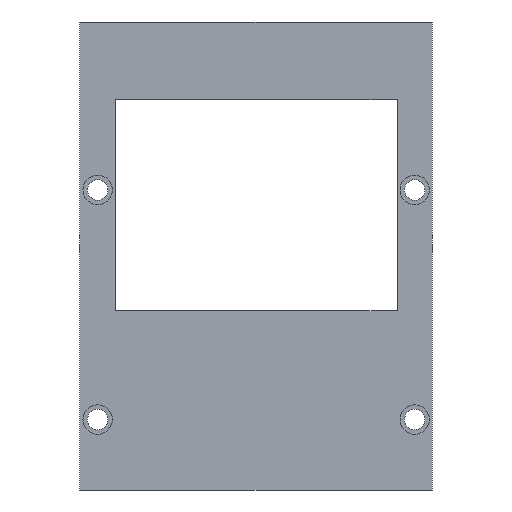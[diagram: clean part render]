
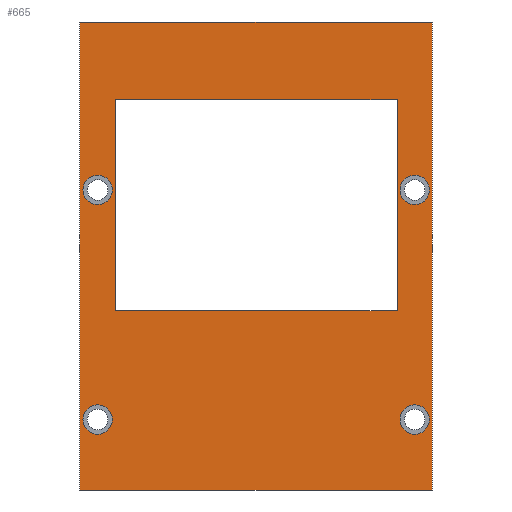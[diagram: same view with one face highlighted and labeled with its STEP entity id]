
A CAD part, front view. The second image highlights one B-rep face of the part: STEP entity #665.
In plain terms, the highlighted planar face has unit normal (0, -1, 0).
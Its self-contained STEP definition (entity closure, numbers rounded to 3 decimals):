
#19=FACE_BOUND('',#146,.T.);
#20=FACE_BOUND('',#147,.T.);
#21=FACE_BOUND('',#148,.T.);
#22=FACE_BOUND('',#149,.T.);
#23=FACE_BOUND('',#150,.T.);
#61=PLANE('',#743);
#101=FACE_OUTER_BOUND('',#145,.T.);
#145=EDGE_LOOP('',(#579,#580,#581,#582));
#146=EDGE_LOOP('',(#583,#584,#585,#586));
#147=EDGE_LOOP('',(#587));
#148=EDGE_LOOP('',(#588));
#149=EDGE_LOOP('',(#589));
#150=EDGE_LOOP('',(#590));
#191=LINE('',#1017,#251);
#195=LINE('',#1025,#255);
#198=LINE('',#1031,#258);
#201=LINE('',#1036,#261);
#213=LINE('',#1097,#273);
#216=LINE('',#1103,#276);
#219=LINE('',#1109,#279);
#222=LINE('',#1113,#282);
#251=VECTOR('',#829,10.);
#255=VECTOR('',#835,10.);
#258=VECTOR('',#840,10.);
#261=VECTOR('',#845,10.);
#273=VECTOR('',#915,10.);
#276=VECTOR('',#920,10.);
#279=VECTOR('',#925,10.);
#282=VECTOR('',#930,10.);
#291=CIRCLE('',#712,2.5);
#294=CIRCLE('',#717,2.5);
#297=CIRCLE('',#722,2.5);
#300=CIRCLE('',#727,2.5);
#331=VERTEX_POINT('',#1015);
#332=VERTEX_POINT('',#1016);
#335=VERTEX_POINT('',#1024);
#337=VERTEX_POINT('',#1030);
#339=VERTEX_POINT('',#1039);
#342=VERTEX_POINT('',#1048);
#345=VERTEX_POINT('',#1057);
#348=VERTEX_POINT('',#1066);
#357=VERTEX_POINT('',#1094);
#358=VERTEX_POINT('',#1096);
#360=VERTEX_POINT('',#1102);
#362=VERTEX_POINT('',#1108);
#399=EDGE_CURVE('',#331,#332,#191,.T.);
#403=EDGE_CURVE('',#335,#331,#195,.T.);
#406=EDGE_CURVE('',#337,#335,#198,.T.);
#409=EDGE_CURVE('',#332,#337,#201,.T.);
#411=EDGE_CURVE('',#339,#339,#291,.T.);
#415=EDGE_CURVE('',#342,#342,#294,.T.);
#419=EDGE_CURVE('',#345,#345,#297,.T.);
#423=EDGE_CURVE('',#348,#348,#300,.T.);
#437=EDGE_CURVE('',#358,#357,#213,.T.);
#440=EDGE_CURVE('',#360,#358,#216,.T.);
#443=EDGE_CURVE('',#362,#360,#219,.T.);
#446=EDGE_CURVE('',#357,#362,#222,.T.);
#579=ORIENTED_EDGE('',*,*,#446,.T.);
#580=ORIENTED_EDGE('',*,*,#443,.T.);
#581=ORIENTED_EDGE('',*,*,#440,.T.);
#582=ORIENTED_EDGE('',*,*,#437,.T.);
#583=ORIENTED_EDGE('',*,*,#399,.T.);
#584=ORIENTED_EDGE('',*,*,#409,.T.);
#585=ORIENTED_EDGE('',*,*,#406,.T.);
#586=ORIENTED_EDGE('',*,*,#403,.T.);
#587=ORIENTED_EDGE('',*,*,#411,.T.);
#588=ORIENTED_EDGE('',*,*,#415,.T.);
#589=ORIENTED_EDGE('',*,*,#419,.T.);
#590=ORIENTED_EDGE('',*,*,#423,.T.);
#665=ADVANCED_FACE('',(#101,#19,#20,#21,#22,#23),#61,.T.);
#712=AXIS2_PLACEMENT_3D('',#1040,#849,#850);
#717=AXIS2_PLACEMENT_3D('',#1049,#860,#861);
#722=AXIS2_PLACEMENT_3D('',#1058,#871,#872);
#727=AXIS2_PLACEMENT_3D('',#1067,#882,#883);
#743=AXIS2_PLACEMENT_3D('',#1114,#931,#932);
#829=DIRECTION('',(0.,0.,1.));
#835=DIRECTION('',(-1.,0.,0.));
#840=DIRECTION('',(0.,0.,-1.));
#845=DIRECTION('',(1.,0.,0.));
#849=DIRECTION('center_axis',(0.,1.,0.));
#850=DIRECTION('ref_axis',(1.,0.,0.));
#860=DIRECTION('center_axis',(0.,1.,0.));
#861=DIRECTION('ref_axis',(1.,0.,0.));
#871=DIRECTION('center_axis',(0.,1.,0.));
#872=DIRECTION('ref_axis',(1.,0.,0.));
#882=DIRECTION('center_axis',(0.,1.,0.));
#883=DIRECTION('ref_axis',(1.,0.,0.));
#915=DIRECTION('',(0.,0.,1.));
#920=DIRECTION('',(1.,0.,0.));
#925=DIRECTION('',(0.,0.,-1.));
#930=DIRECTION('',(-1.,0.,0.));
#931=DIRECTION('center_axis',(0.,-1.,0.));
#932=DIRECTION('ref_axis',(1.,0.,0.));
#1015=CARTESIAN_POINT('',(-24.,-18.5,-8.607));
#1016=CARTESIAN_POINT('',(-24.,-18.5,27.393));
#1017=CARTESIAN_POINT('',(-24.,-18.5,-3.929));
#1024=CARTESIAN_POINT('',(24.,-18.5,-8.607));
#1025=CARTESIAN_POINT('',(11.985,-18.5,-8.607));
#1030=CARTESIAN_POINT('',(24.,-18.5,27.393));
#1031=CARTESIAN_POINT('',(24.,-18.5,14.071));
#1036=CARTESIAN_POINT('',(-12.015,-18.5,27.393));
#1039=CARTESIAN_POINT('',(24.5,-18.5,12.));
#1040=CARTESIAN_POINT('Origin',(27.,-18.5,12.));
#1048=CARTESIAN_POINT('',(-29.5,-18.5,12.));
#1049=CARTESIAN_POINT('Origin',(-27.,-18.5,12.));
#1057=CARTESIAN_POINT('',(24.5,-18.5,-27.107));
#1058=CARTESIAN_POINT('Origin',(27.,-18.5,-27.107));
#1066=CARTESIAN_POINT('',(-29.5,-18.5,-27.107));
#1067=CARTESIAN_POINT('Origin',(-27.,-18.5,-27.107));
#1094=CARTESIAN_POINT('',(30.021,-18.5,40.607));
#1096=CARTESIAN_POINT('',(30.021,-18.5,-39.107));
#1097=CARTESIAN_POINT('',(30.021,-18.5,40.607));
#1102=CARTESIAN_POINT('',(-30.079,-18.5,-39.107));
#1103=CARTESIAN_POINT('',(30.021,-18.5,-39.107));
#1108=CARTESIAN_POINT('',(-30.079,-18.5,40.607));
#1109=CARTESIAN_POINT('',(-30.079,-18.5,-39.107));
#1113=CARTESIAN_POINT('',(-30.079,-18.5,40.607));
#1114=CARTESIAN_POINT('Origin',(-0.029,-18.5,0.75));
